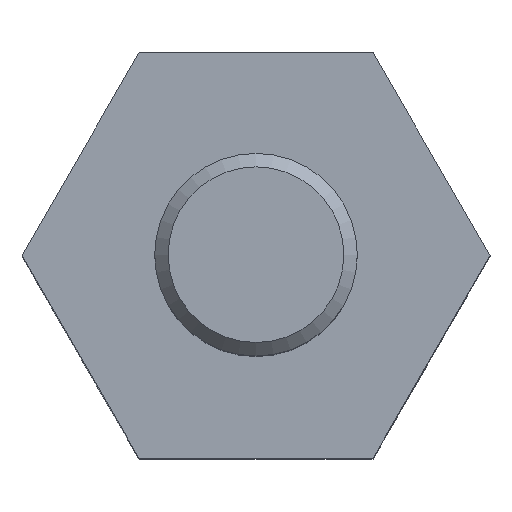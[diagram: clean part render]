
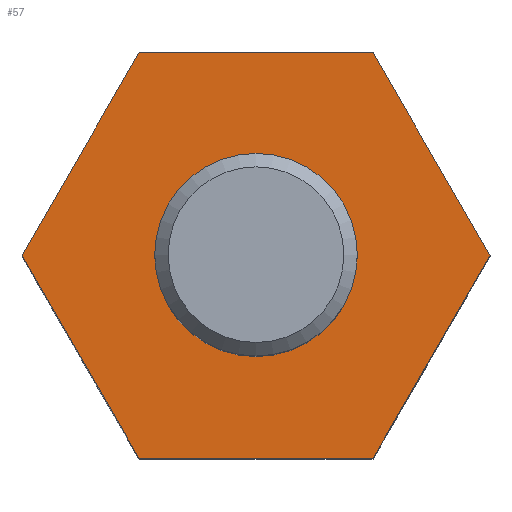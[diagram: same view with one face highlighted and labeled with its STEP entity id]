
A CAD part, top view. The second image highlights one B-rep face of the part: STEP entity #57.
In plain terms, the highlighted planar face has unit normal (0, 0, 1).
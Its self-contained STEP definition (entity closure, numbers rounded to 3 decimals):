
#57 = ADVANCED_FACE( '', ( #128, #129 ), #130, .T. );
#128 = FACE_BOUND( '', #222, .T. );
#129 = FACE_OUTER_BOUND( '', #223, .T. );
#130 = PLANE( '', #224 );
#222 = EDGE_LOOP( '', ( #330 ) );
#223 = EDGE_LOOP( '', ( #331, #332, #333, #334, #335, #336 ) );
#224 = AXIS2_PLACEMENT_3D( '', #337, #338, #339 );
#330 = ORIENTED_EDGE( '', *, *, #499, .T. );
#331 = ORIENTED_EDGE( '', *, *, #500, .T. );
#332 = ORIENTED_EDGE( '', *, *, #501, .T. );
#333 = ORIENTED_EDGE( '', *, *, #492, .T. );
#334 = ORIENTED_EDGE( '', *, *, #483, .T. );
#335 = ORIENTED_EDGE( '', *, *, #502, .T. );
#336 = ORIENTED_EDGE( '', *, *, #503, .T. );
#337 = CARTESIAN_POINT( '', ( 0., 0., 10. ) );
#338 = DIRECTION( '', ( 0., 0., 1. ) );
#339 = DIRECTION( '', ( 1., 0., 0. ) );
#483 = EDGE_CURVE( '', #553, #551, #554, .T. );
#492 = EDGE_CURVE( '', #567, #553, #568, .T. );
#499 = EDGE_CURVE( '', #578, #578, #579, .F. );
#500 = EDGE_CURVE( '', #580, #581, #582, .T. );
#501 = EDGE_CURVE( '', #581, #567, #583, .T. );
#502 = EDGE_CURVE( '', #551, #584, #585, .T. );
#503 = EDGE_CURVE( '', #584, #580, #586, .T. );
#551 = VERTEX_POINT( '', #653 );
#553 = VERTEX_POINT( '', #656 );
#554 = LINE( '', #657, #658 );
#567 = VERTEX_POINT( '', #698 );
#568 = LINE( '', #699, #700 );
#578 = VERTEX_POINT( '', #725 );
#579 = CIRCLE( '', #726, 1.267 );
#580 = VERTEX_POINT( '', #727 );
#581 = VERTEX_POINT( '', #728 );
#582 = LINE( '', #729, #730 );
#583 = LINE( '', #731, #732 );
#584 = VERTEX_POINT( '', #733 );
#585 = LINE( '', #734, #735 );
#586 = LINE( '', #736, #737 );
#653 = CARTESIAN_POINT( '', ( 1.732, -3., 10. ) );
#656 = CARTESIAN_POINT( '', ( -1.732, -3., 10. ) );
#657 = CARTESIAN_POINT( '', ( -1.732, -3., 10. ) );
#658 = VECTOR( '', #826, 1000. );
#698 = CARTESIAN_POINT( '', ( -3.464, 0., 10. ) );
#699 = CARTESIAN_POINT( '', ( -3.464, 0., 10. ) );
#700 = VECTOR( '', #831, 1000. );
#725 = CARTESIAN_POINT( '', ( 1.267, 0., 10. ) );
#726 = AXIS2_PLACEMENT_3D( '', #836, #837, #838 );
#727 = CARTESIAN_POINT( '', ( 1.732, 3., 10. ) );
#728 = CARTESIAN_POINT( '', ( -1.732, 3., 10. ) );
#729 = CARTESIAN_POINT( '', ( 1.732, 3., 10. ) );
#730 = VECTOR( '', #839, 1000. );
#731 = CARTESIAN_POINT( '', ( -1.732, 3., 10. ) );
#732 = VECTOR( '', #840, 1000. );
#733 = CARTESIAN_POINT( '', ( 3.464, 0., 10. ) );
#734 = CARTESIAN_POINT( '', ( 1.732, -3., 10. ) );
#735 = VECTOR( '', #841, 1000. );
#736 = CARTESIAN_POINT( '', ( 3.464, 0., 10. ) );
#737 = VECTOR( '', #842, 1000. );
#826 = DIRECTION( '', ( 1., 0., 0. ) );
#831 = DIRECTION( '', ( 0.5, -0.866, 0. ) );
#836 = CARTESIAN_POINT( '', ( 0., 0., 10. ) );
#837 = DIRECTION( '', ( 0., 0., 1. ) );
#838 = DIRECTION( '', ( 1., 0., 0. ) );
#839 = DIRECTION( '', ( -1., 0., 0. ) );
#840 = DIRECTION( '', ( -0.5, -0.866, 0. ) );
#841 = DIRECTION( '', ( 0.5, 0.866, 0. ) );
#842 = DIRECTION( '', ( -0.5, 0.866, 0. ) );
